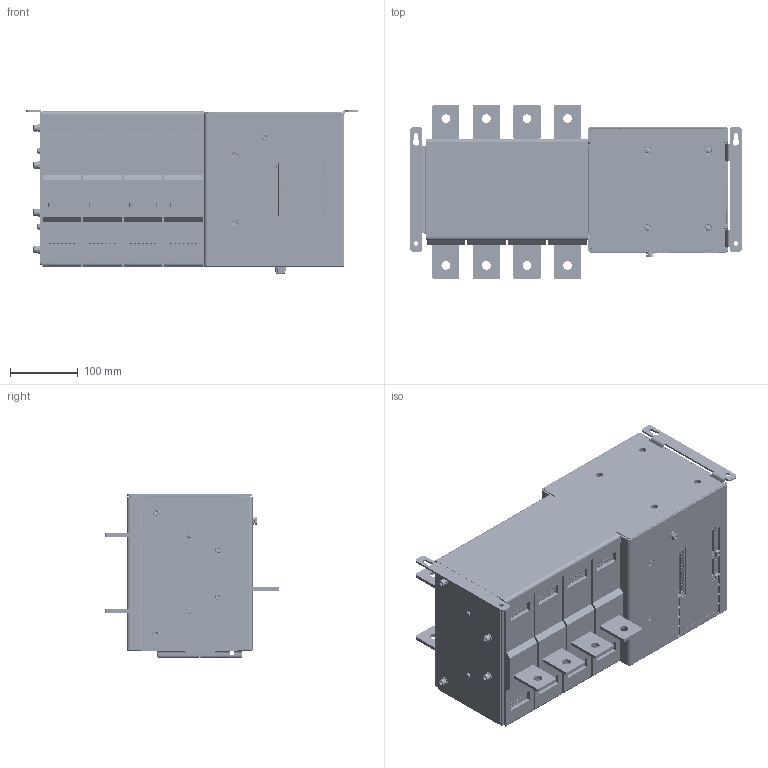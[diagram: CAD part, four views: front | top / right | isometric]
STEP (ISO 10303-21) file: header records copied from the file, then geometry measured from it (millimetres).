
FILE_DESCRIPTION((''),'2;1');
FILE_NAME('XDQ1-800-4P_OUTER_SURFACE_ASM','2024-10-28T',('xuefeng.shi'),(''),'PRO/ENGINEER BY PARAMETRIC TECHNOLOGY CORPORATION, 2015440','PRO/ENGINEER BY PARAMETRIC TECHNOLOGY CORPORATION, 2015440','');
FILE_SCHEMA(('CONFIG_CONTROL_DESIGN'));
Products named in the file (73): __31; __62; __10; __52; __29; __26; __58; __39; __65; __70; __66; __16; __46; __5; __69; __11; __12; __63; __64; __1; __13; __59; __60; __24; __48; __3; __7; __9; __27; __30; __2; __71; __68; __41; __32; __19; __20; __38; __55; __54 ...
Assembly tree (72 placements, depth 3):
  XDQ1-800-4P_OUTER_SURFACE_ASM
    ASM0001_ASM
      __31
      __62
      __10
      __52
      __29
      __26
      __58
      __39
      __65
      __70
      __66
      __16
      __46
      __5
      __69
      __11
      __12
      __63
      __64
      __1
      __13
      __59
      __60
      __24
      __48
      __3
      __7
      __9
      __27
      __30
      __2
      __71
      __68
      __41
      __32
      __19
      __20
      __38
      __55
      __54
      __42
      __43
      __67
      __61
      __15
      __28
      __47
      __36
      __45
      __40
      __57
      __56
      __35
      __25
      __53
      __17
      __50
      __8
Bounding box: 491 x 257.05 x 243 mm (x, y, z)
Volume: 2396624.1 mm3; surface area: 1438897.3 mm2
Topology: 71 solids, 71 shells, 5010 faces, 13583 edges, 8806 vertices
Faces by surface type: plane 2851, cylinder 1779, torus 181, cone 166, sphere 23, bspline 10
Entity records: 163388 total; most frequent: CARTESIAN_POINT 31379, DIRECTION 27577, ORIENTED_EDGE 27084, EDGE_CURVE 13542, AXIS2_PLACEMENT_3D 9326, VECTOR 8925, LINE 8925, VERTEX_POINT 8806
